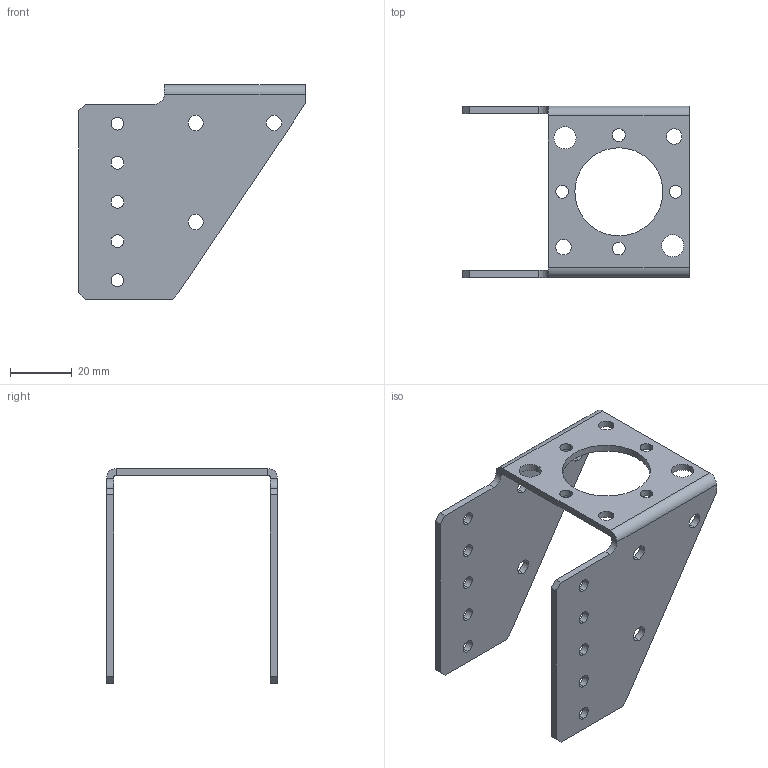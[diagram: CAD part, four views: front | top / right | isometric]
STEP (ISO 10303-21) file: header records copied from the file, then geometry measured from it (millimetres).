
FILE_DESCRIPTION (( 'STEP AP214' ), '1' );
FILE_NAME ('217-4179-STEP-20140806.STEP', '2014-08-06T21:48:24', ( '' ), ( '' ), 'SwSTEP 2.0', 'SolidWorks 2014', '' );
FILE_SCHEMA (( 'AUTOMOTIVE_DESIGN' ));
Length unit declared in the file: inch
Products named in the file (1): 217-4179-STEP-20140806
Bounding box: 73.53 x 55.5 x 69.72 mm (x, y, z)
Volume: 19157.1 mm3; surface area: 18943 mm2
Topology: 1 solids, 1 shells, 86 faces, 236 edges, 152 vertices
Faces by surface type: cylinder 56, plane 30
Entity records: 2904 total; most frequent: DIRECTION 522, CARTESIAN_POINT 475, ORIENTED_EDGE 472, EDGE_CURVE 236, AXIS2_PLACEMENT_3D 199, VERTEX_POINT 152, EDGE_LOOP 136, LINE 124
